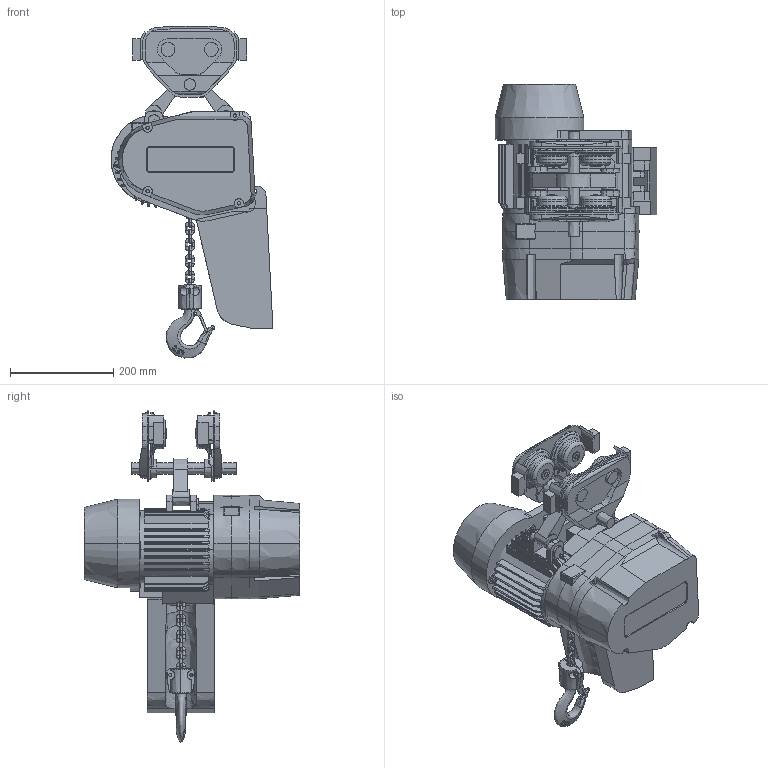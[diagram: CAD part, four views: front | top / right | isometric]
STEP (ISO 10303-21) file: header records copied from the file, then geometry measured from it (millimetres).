
FILE_DESCRIPTION(('STEP AP214'),'1');
FILE_NAME('KITO EQ Kättingtelfer 500-1 med blockvagn.stp','2013-10-07T14:50:12',(' '),(' '),'Spatial InterOp 3D',' ',' ');
FILE_SCHEMA(('automotive_design'));
Length unit declared in the file: millimetre
Products named in the file (30): Assembly1; Part1; Part2; Part3; Part4; Part5; Part6; Assembly2; KITO EQ Kattingtelfer 500-1 med blockvagn; Part7; Part8; Part9
Assembly tree (39 placements, depth 6):
  KITO EQ Kattingtelfer 500-1 med blockvagn
    Assembly1
      Part1
      Part2
      Part3
      Part4
      Part5
      Part6
      Assembly1
        Part1  x2
        Assembly1
          Assembly1
            Part1  x2
          Assembly2
            Part1
            Part2
        Assembly2
          Part1  x8
    Assembly2
      Assembly1
        Part1
        Part2
        Part3
        Part4
        Part5
        Part6
        Part7
        Part8
        Part9
      Part1  x2
Bounding box: 313.89 x 417 x 643.47 mm (x, y, z)
Volume: 18995307.9 mm3; surface area: 1212653.9 mm2
Topology: 31 solids, 33 shells, 1353 faces, 3600 edges, 2337 vertices
Faces by surface type: bspline 1353
Entity records: 68645 total; most frequent: CARTESIAN_POINT 32032, ORIENTED_EDGE 6446, DIRECTION 3961, EDGE_CURVE 3223, VERTEX_POINT 2113, LINE 1869, VECTOR 1869, EDGE_LOOP 1306
